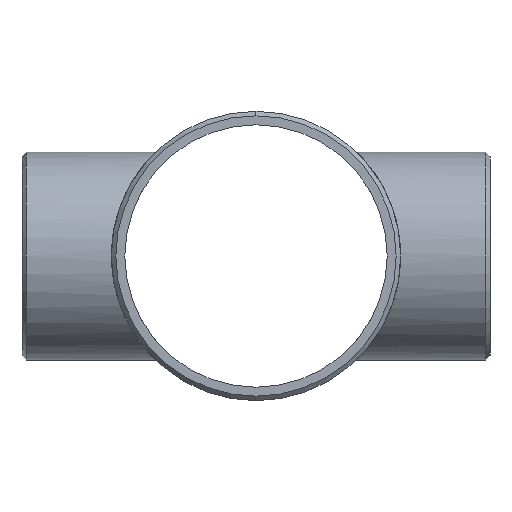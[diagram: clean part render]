
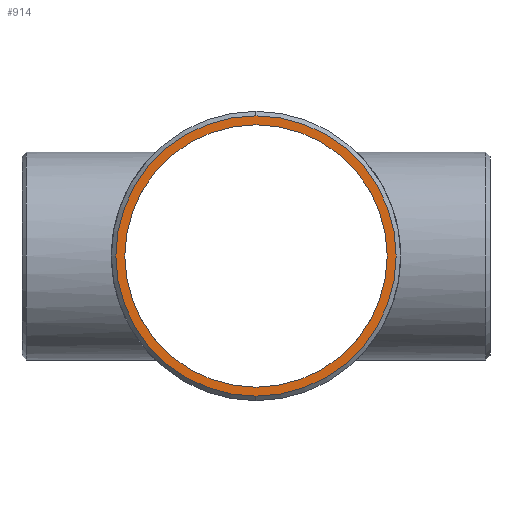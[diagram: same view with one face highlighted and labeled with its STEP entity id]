
A CAD part, left-side view. The second image highlights one B-rep face of the part: STEP entity #914.
In plain terms, the highlighted planar face has unit normal (-1, 0, 0).
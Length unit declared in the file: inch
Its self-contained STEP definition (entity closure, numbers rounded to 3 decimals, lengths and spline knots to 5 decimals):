
#78 = CARTESIAN_POINT ( 'NONE',  ( -4.88, 0., 0. ) ) ;
#80 = AXIS2_PLACEMENT_3D ( 'NONE', #554, #1219, #198 ) ;
#95 = ORIENTED_EDGE ( 'NONE', *, *, #729, .T. ) ;
#147 = CIRCLE ( 'NONE', #614, 2.5235 ) ;
#151 = DIRECTION ( 'NONE',  ( -1., 0., 0. ) ) ;
#170 = EDGE_CURVE ( 'NONE', #381, #512, #252, .T. ) ;
#173 = CARTESIAN_POINT ( 'NONE',  ( -4.88, 0., -2.5235 ) ) ;
#198 = DIRECTION ( 'NONE',  ( 0., 0., 1. ) ) ;
#202 = CARTESIAN_POINT ( 'NONE',  ( -4.88, 0., -2.6955 ) ) ;
#252 = CIRCLE ( 'NONE', #418, 2.6955 ) ;
#306 = ORIENTED_EDGE ( 'NONE', *, *, #170, .T. ) ;
#342 = CARTESIAN_POINT ( 'NONE',  ( -4.88, 0., 2.5235 ) ) ;
#375 = DIRECTION ( 'NONE',  ( 0., 0., 1. ) ) ;
#381 = VERTEX_POINT ( 'NONE', #1176 ) ;
#418 = AXIS2_PLACEMENT_3D ( 'NONE', #966, #151, #856 ) ;
#426 = VERTEX_POINT ( 'NONE', #342 ) ;
#483 = DIRECTION ( 'NONE',  ( 0., 0., -1. ) ) ;
#512 = VERTEX_POINT ( 'NONE', #202 ) ;
#548 = AXIS2_PLACEMENT_3D ( 'NONE', #1313, #1296, #375 ) ;
#554 = CARTESIAN_POINT ( 'NONE',  ( -4.88, 0., 0. ) ) ;
#589 = ORIENTED_EDGE ( 'NONE', *, *, #936, .T. ) ;
#614 = AXIS2_PLACEMENT_3D ( 'NONE', #720, #1332, #615 ) ;
#615 = DIRECTION ( 'NONE',  ( 0., 0., 1. ) ) ;
#655 = CIRCLE ( 'NONE', #548, 2.6955 ) ;
#680 = PLANE ( 'NONE',  #1041 ) ;
#720 = CARTESIAN_POINT ( 'NONE',  ( -4.88, 0., 0. ) ) ;
#729 = EDGE_CURVE ( 'NONE', #917, #426, #147, .T. ) ;
#749 = EDGE_CURVE ( 'NONE', #512, #381, #655, .T. ) ;
#801 = FACE_OUTER_BOUND ( 'NONE', #1116, .T. ) ;
#821 = EDGE_LOOP ( 'NONE', ( #589, #95 ) ) ;
#856 = DIRECTION ( 'NONE',  ( 0., 0., 1. ) ) ;
#870 = CIRCLE ( 'NONE', #80, 2.5235 ) ;
#914 = ADVANCED_FACE ( 'NONE', ( #801, #1115 ), #680, .T. ) ;
#917 = VERTEX_POINT ( 'NONE', #173 ) ;
#936 = EDGE_CURVE ( 'NONE', #426, #917, #870, .T. ) ;
#966 = CARTESIAN_POINT ( 'NONE',  ( -4.88, 0., 0. ) ) ;
#1041 = AXIS2_PLACEMENT_3D ( 'NONE', #78, #1106, #483 ) ;
#1106 = DIRECTION ( 'NONE',  ( -1., 0., 0. ) ) ;
#1115 = FACE_BOUND ( 'NONE', #821, .T. ) ;
#1116 = EDGE_LOOP ( 'NONE', ( #1209, #306 ) ) ;
#1176 = CARTESIAN_POINT ( 'NONE',  ( -4.88, 0., 2.6955 ) ) ;
#1209 = ORIENTED_EDGE ( 'NONE', *, *, #749, .T. ) ;
#1219 = DIRECTION ( 'NONE',  ( 1., 0., 0. ) ) ;
#1296 = DIRECTION ( 'NONE',  ( -1., 0., 0. ) ) ;
#1313 = CARTESIAN_POINT ( 'NONE',  ( -4.88, 0., 0. ) ) ;
#1332 = DIRECTION ( 'NONE',  ( 1., 0., 0. ) ) ;
